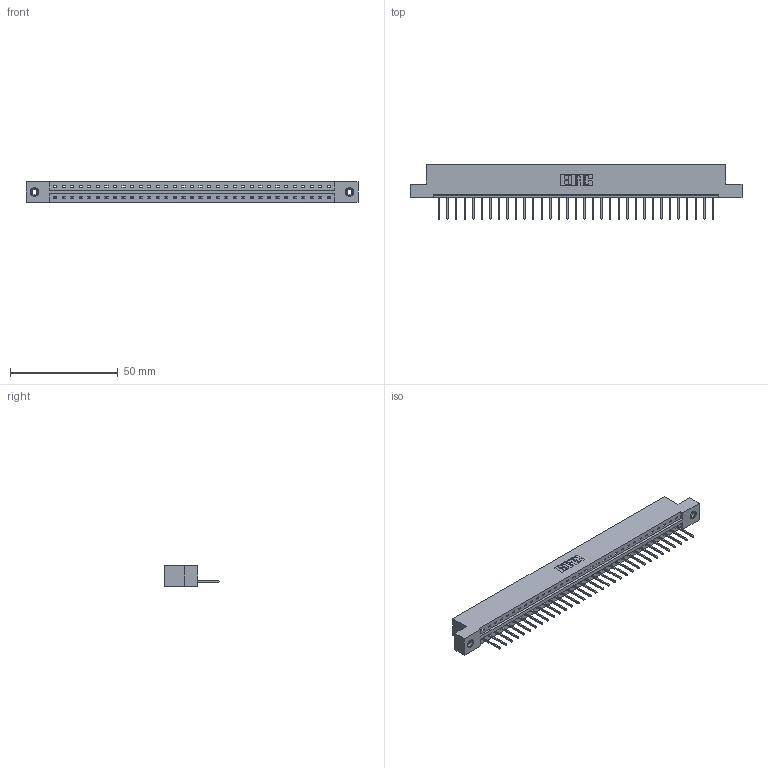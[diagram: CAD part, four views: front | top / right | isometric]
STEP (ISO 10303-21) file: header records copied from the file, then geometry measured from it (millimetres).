
FILE_DESCRIPTION (( 'STEP AP203' ), '1' );
FILE_NAME ('387-033-523-108.STEP', '2018-09-18T09:25:44', ( '' ), ( '' ), 'SwSTEP 2.0', 'SolidWorks 2016', '' );
FILE_SCHEMA (( 'CONFIG_CONTROL_DESIGN' ));
Length unit declared in the file: inch
Products named in the file (4): 337 Part_Flush Mounting Lugs - 0.156 Dia-TI; 345-292-001_345-293-123; 345-250-001_345-250-003-102; 387-033-523-108
Assembly tree (36 placements, depth 2):
  387-033-523-108
    337 Part_Flush Mounting Lugs - 0.156 Dia-TI
    345-292-001_345-293-123  x33
    345-250-001_345-250-003-102  x2
Bounding box: 153.77 x 25.15 x 9.4 mm (x, y, z)
Volume: 15850.1 mm3; surface area: 16387.6 mm2
Topology: 36 solids, 36 shells, 2220 faces, 6651 edges, 4382 vertices
Faces by surface type: plane 1620, cylinder 584, cone 12, torus 4
Entity records: 26898 total; most frequent: CARTESIAN_POINT 4664, ORIENTED_EDGE 4626, DIRECTION 3977, EDGE_CURVE 2313, LINE 2165, VECTOR 2165, VERTEX_POINT 1536, AXIS2_PLACEMENT_3D 906
